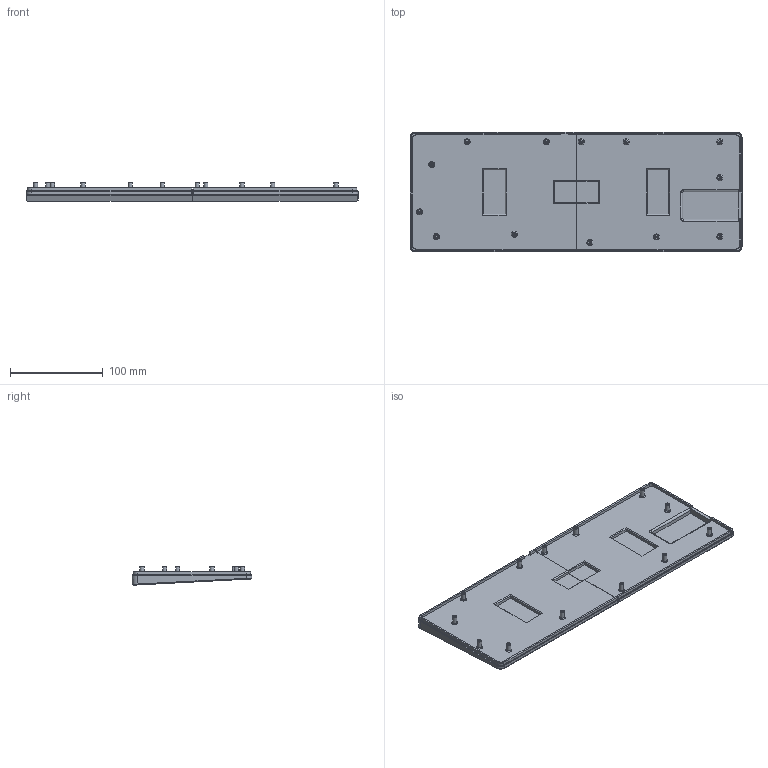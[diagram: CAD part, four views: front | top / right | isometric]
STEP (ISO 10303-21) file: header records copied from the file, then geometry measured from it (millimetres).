
FILE_DESCRIPTION(/* description */ (''),/* implementation_level */ '2;1');
FILE_NAME(/* name */ 'BMMP 2 v94.step',/* time_stamp */ '2021-04-03T01:13:06+02:00',/* author */ (''),/* organization */ (''),/* preprocessor_version */ 'ST-DEVELOPER v18.1',/* originating_system */ 'Autodesk Translation Framework v9.10.0.1330',/* authorisation */ '');
FILE_SCHEMA (('AUTOMOTIVE_DESIGN { 1 0 10303 214 3 1 1 }'));
Length unit declared in the file: millimetre
Products named in the file (3): BMMP 2; Left; Right
Assembly tree (2 placements, depth 2):
  BMMP 2
    Left
    Right
Bounding box: 358 x 129 x 19.81 mm (x, y, z)
Volume: 348327.2 mm3; surface area: 111333.5 mm2
Topology: 2 solids, 2 shells, 241 faces, 545 edges, 335 vertices
Faces by surface type: plane 127, cylinder 79, bspline 14, cone 13, torus 8
Full cylindrical faces by diameter (mm): 1.8 x13, 4.5 x13
Entity records: 7046 total; most frequent: CARTESIAN_POINT 1542, DIRECTION 1148, ORIENTED_EDGE 1078, EDGE_CURVE 539, AXIS2_PLACEMENT_3D 397, LINE 354, VECTOR 354, VERTEX_POINT 335
